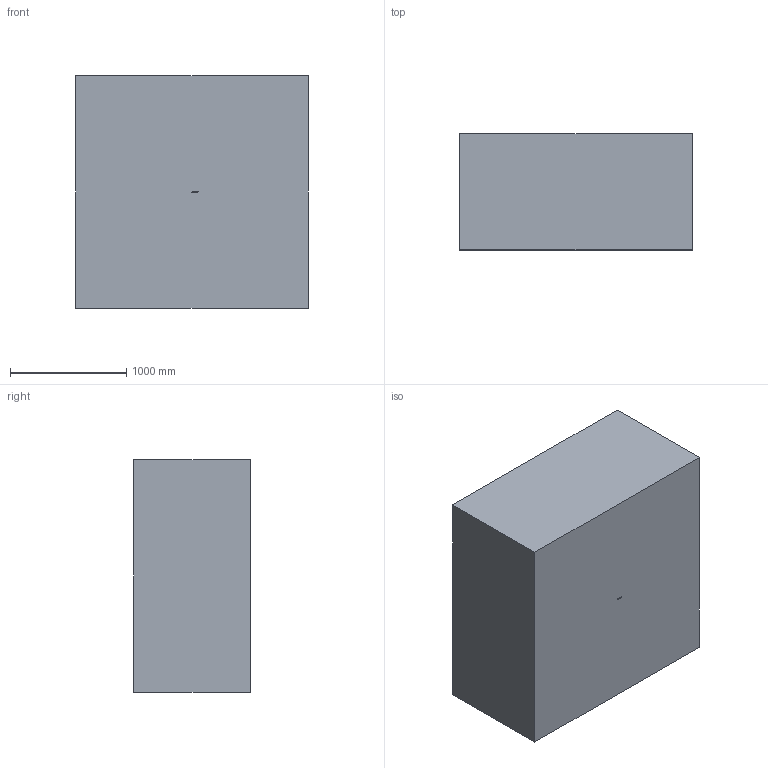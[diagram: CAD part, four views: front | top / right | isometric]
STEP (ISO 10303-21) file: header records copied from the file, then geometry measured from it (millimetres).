
FILE_DESCRIPTION(/* description */ (''),/* implementation_level */ '2;1');
FILE_NAME(/* name */ 'NEW787~3',/* time_stamp */ '2014-06-21T22:40:51-04:00',/* author */ (''),/* organization */ (''),/* preprocessor_version */ 'ST-DEVELOPER v15',/* originating_system */ '',/* authorisation */ '');
FILE_SCHEMA (('CONFIG_CONTROL_DESIGN'));
Length unit declared in the file: millimetre
Products named in the file (1): Document
Bounding box: 2000 x 1000 x 2000 mm (x, y, z)
Volume: 3999999198.9 mm3; surface area: 16000442.6 mm2
Topology: 1 solids, 1 shells, 25 faces, 62 edges, 40 vertices
Faces by surface type: bspline 16, plane 9
Entity records: 4959 total; most frequent: CARTESIAN_POINT 4492, ORIENTED_EDGE 122, EDGE_CURVE 61, VERTEX_POINT 40, B_SPLINE_CURVE_WITH_KNOTS 37, EDGE_LOOP 27, ADVANCED_FACE 25, FACE_OUTER_BOUND 25
